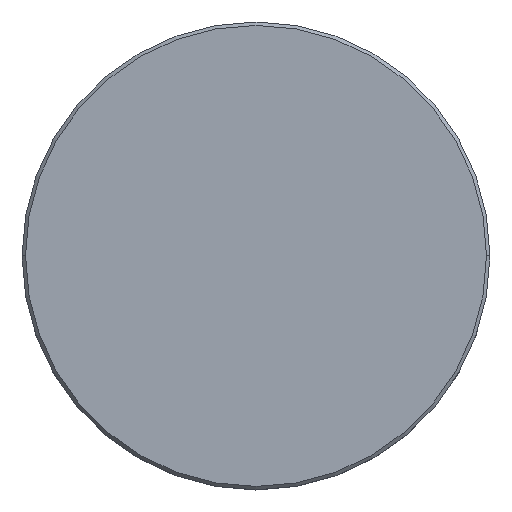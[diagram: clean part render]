
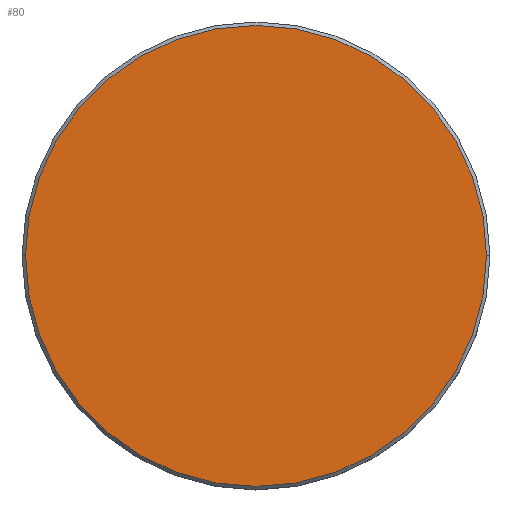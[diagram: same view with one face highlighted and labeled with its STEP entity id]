
A CAD part, top view. The second image highlights one B-rep face of the part: STEP entity #80.
In plain terms, the highlighted planar face has unit normal (0, 0, 1).
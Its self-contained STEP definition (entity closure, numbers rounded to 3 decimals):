
#44 = CARTESIAN_POINT ( 'NONE',  ( 0., 0., 0. ) ) ;
#53 = PLANE ( 'NONE',  #100 ) ;
#62 = AXIS2_PLACEMENT_3D ( 'NONE', #44, #406, #273 ) ;
#77 = CARTESIAN_POINT ( 'NONE',  ( 0., 0., 0. ) ) ;
#80 = ADVANCED_FACE ( 'NONE', ( #143 ), #53, .T. ) ;
#100 = AXIS2_PLACEMENT_3D ( 'NONE', #498, #239, #332 ) ;
#121 = CARTESIAN_POINT ( 'NONE',  ( 33.5, 0., 0. ) ) ;
#128 = DIRECTION ( 'NONE',  ( 1., 0., 0. ) ) ;
#143 = FACE_OUTER_BOUND ( 'NONE', #388, .T. ) ;
#162 = VERTEX_POINT ( 'NONE', #121 ) ;
#204 = EDGE_CURVE ( 'NONE', #162, #258, #520, .T. ) ;
#219 = CIRCLE ( 'NONE', #62, 33.5 ) ;
#229 = ORIENTED_EDGE ( 'NONE', *, *, #204, .T. ) ;
#239 = DIRECTION ( 'NONE',  ( 0., 0., 1. ) ) ;
#240 = ORIENTED_EDGE ( 'NONE', *, *, #378, .T. ) ;
#258 = VERTEX_POINT ( 'NONE', #299 ) ;
#273 = DIRECTION ( 'NONE',  ( 1., 0., 0. ) ) ;
#299 = CARTESIAN_POINT ( 'NONE',  ( -33.5, 0., 0. ) ) ;
#329 = AXIS2_PLACEMENT_3D ( 'NONE', #77, #351, #128 ) ;
#332 = DIRECTION ( 'NONE',  ( 1., 0., 0. ) ) ;
#351 = DIRECTION ( 'NONE',  ( 0., 0., 1. ) ) ;
#378 = EDGE_CURVE ( 'NONE', #258, #162, #219, .T. ) ;
#388 = EDGE_LOOP ( 'NONE', ( #240, #229 ) ) ;
#406 = DIRECTION ( 'NONE',  ( 0., 0., 1. ) ) ;
#498 = CARTESIAN_POINT ( 'NONE',  ( 0., 0., 0. ) ) ;
#520 = CIRCLE ( 'NONE', #329, 33.5 ) ;
